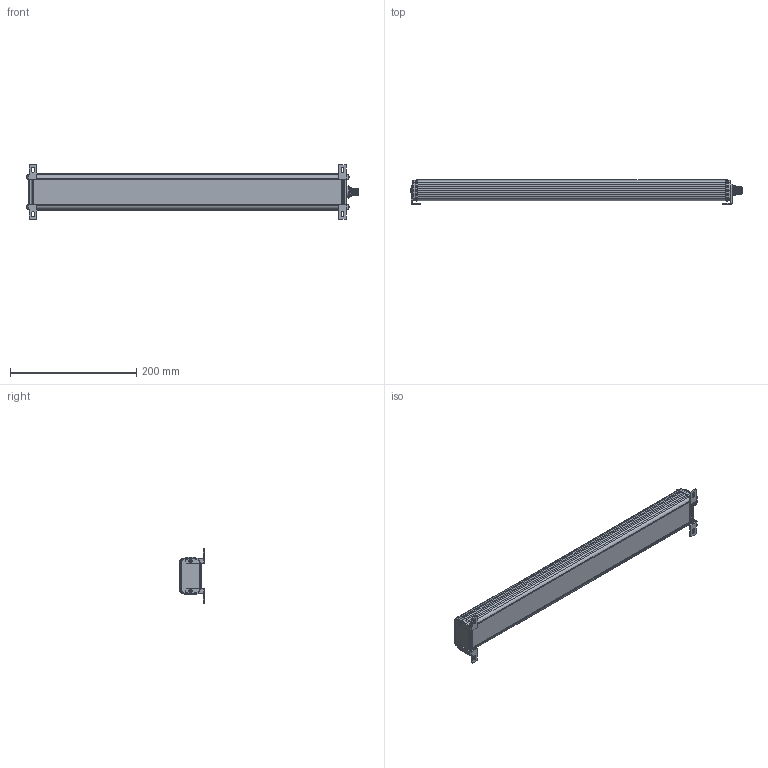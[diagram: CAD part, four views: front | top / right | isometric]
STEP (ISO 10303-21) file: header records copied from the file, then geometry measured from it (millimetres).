
FILE_DESCRIPTION (( 'STEP AP214' ), '1' );
FILE_NAME ('WPS 440-xx-QD.STEP', '2026-03-02T18:41:02', ( '' ), ( '' ), 'SwSTEP 2.0', 'SolidWorks 2017', '' );
FILE_SCHEMA (( 'AUTOMOTIVE_DESIGN' ));
Length unit declared in the file: inch
Products named in the file (1): WPS 440-xx-QD
Bounding box: 525.65 x 39.3 x 86.5 mm (x, y, z)
Volume: 884733.2 mm3; surface area: 95678.2 mm2
Topology: 1 solids, 1 shells, 407 faces, 1068 edges, 682 vertices
Faces by surface type: cylinder 150, plane 131, bspline 80, cone 46
Entity records: 28930 total; most frequent: CARTESIAN_POINT 15080, ORIENTED_EDGE 2136, DIRECTION 1812, EDGE_CURVE 1068, VERTEX_POINT 682, AXIS2_PLACEMENT_3D 658, VECTOR 496, LINE 496
